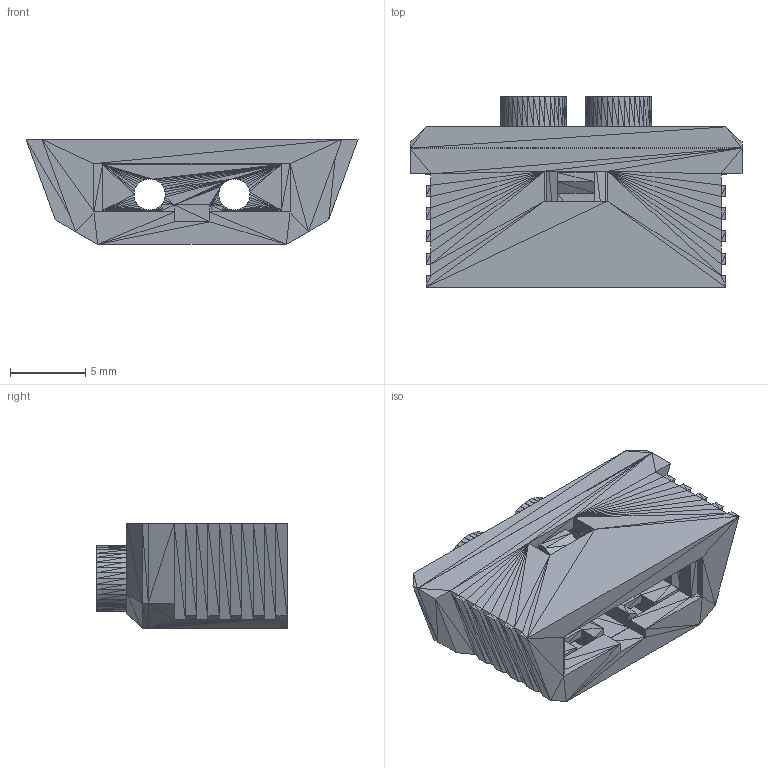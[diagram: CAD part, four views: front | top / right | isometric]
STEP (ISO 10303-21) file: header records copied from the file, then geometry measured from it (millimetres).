
FILE_DESCRIPTION(('FreeCAD Model'),'2;1');
FILE_NAME('Open CASCADE Shape Model','2022-06-05T22:31:12',('Author'),( ''),'Open CASCADE STEP processor 7.5','FreeCAD','Unknown');
FILE_SCHEMA(('AUTOMOTIVE_DESIGN { 1 0 10303 214 1 1 1 1 }'));
Length unit declared in the file: millimetre
Products named in the file (3): LinkGroup; Cover001 (Solid); Contact_housing001 (Solid)
Assembly tree (2 placements, depth 2):
  LinkGroup
    Cover001 (Solid)
    Contact_housing001 (Solid)
Bounding box: 22 x 12.62 x 6.95 mm (x, y, z)
Volume: 847.4 mm3; surface area: 1962.4 mm2
Topology: 2 solids, 2 shells, 1228 faces, 1842 edges, 608 vertices
Faces by surface type: plane 1228
Entity records: 46117 total; most frequent: CARTESIAN_POINT 9207, DIRECTION 6146, ORIENTED_EDGE 3684, LINE 3684, VECTOR 3684, PCURVE 3684, DEFINITIONAL_REPRESENTATION 3684, EDGE_CURVE 1842
